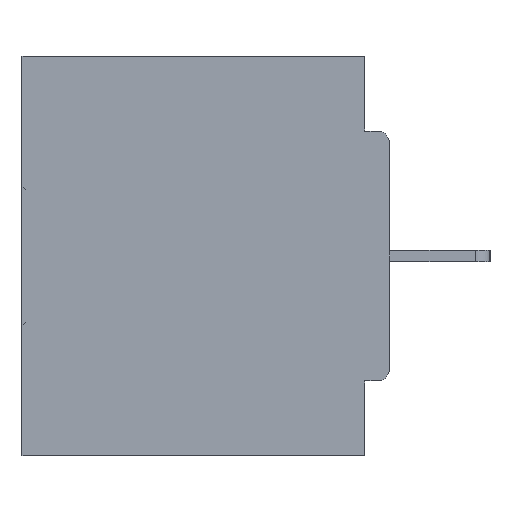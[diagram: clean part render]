
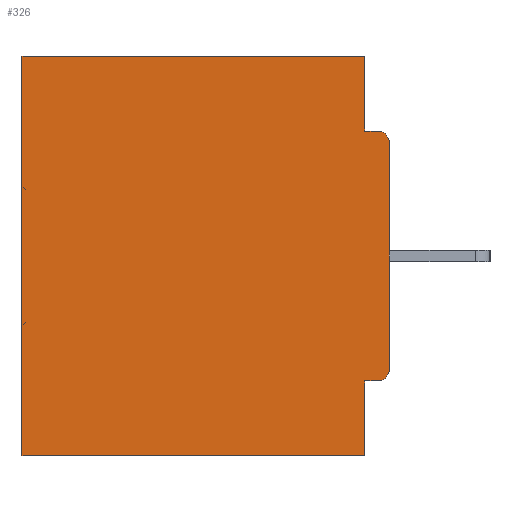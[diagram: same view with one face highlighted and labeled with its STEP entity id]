
A CAD part, left-side view. The second image highlights one B-rep face of the part: STEP entity #326.
In plain terms, the highlighted planar face has unit normal (-1, 0, 0).
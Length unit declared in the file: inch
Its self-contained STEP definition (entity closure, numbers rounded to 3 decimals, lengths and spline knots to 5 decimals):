
#158 = VECTOR ( 'NONE', #2496, 39.37008 ) ;
#326 = ADVANCED_FACE ( 'NONE', ( #35047 ), #28426, .F. ) ;
#366 = VECTOR ( 'NONE', #26115, 39.37008 ) ;
#509 = EDGE_CURVE ( 'NONE', #36802, #15660, #35825, .T. ) ;
#657 = CIRCLE ( 'NONE', #17935, 0.015 ) ;
#765 = ORIENTED_EDGE ( 'NONE', *, *, #31811, .T. ) ;
#772 = CARTESIAN_POINT ( 'NONE',  ( 0.298, 0., -0.3915 ) ) ;
#1789 = DIRECTION ( 'NONE',  ( -1., 0., 0. ) ) ;
#2452 = LINE ( 'NONE', #4875, #366 ) ;
#2496 = DIRECTION ( 'NONE',  ( 0., 1., 0. ) ) ;
#3404 = CARTESIAN_POINT ( 'NONE',  ( 0.298, 0.015, -0.1085 ) ) ;
#3610 = DIRECTION ( 'NONE',  ( 0., 0., -1. ) ) ;
#4161 = ORIENTED_EDGE ( 'NONE', *, *, #29712, .T. ) ;
#4875 = CARTESIAN_POINT ( 'NONE',  ( 0.298, 0.031, -0.5 ) ) ;
#4970 = DIRECTION ( 'NONE',  ( 0., 1., 0. ) ) ;
#5340 = VERTEX_POINT ( 'NONE', #10848 ) ;
#5464 = DIRECTION ( 'NONE',  ( 0., -1., 0. ) ) ;
#5560 = CARTESIAN_POINT ( 'NONE',  ( 0.298, 0., -0.5 ) ) ;
#5947 = CARTESIAN_POINT ( 'NONE',  ( 0.298, 0.46, 0. ) ) ;
#6637 = LINE ( 'NONE', #35966, #38920 ) ;
#6785 = VECTOR ( 'NONE', #5464, 39.37008 ) ;
#7175 = VECTOR ( 'NONE', #29826, 39.37008 ) ;
#7505 = DIRECTION ( 'NONE',  ( 0., 0., -1. ) ) ;
#7660 = EDGE_CURVE ( 'NONE', #11134, #19542, #13425, .T. ) ;
#7882 = LINE ( 'NONE', #34943, #21287 ) ;
#8015 = LINE ( 'NONE', #27036, #7175 ) ;
#8128 = CARTESIAN_POINT ( 'NONE',  ( 0.298, 0., -0.4065 ) ) ;
#10848 = CARTESIAN_POINT ( 'NONE',  ( 0.298, 0.46, 0. ) ) ;
#11134 = VERTEX_POINT ( 'NONE', #29542 ) ;
#11477 = CARTESIAN_POINT ( 'NONE',  ( 0.298, 0., -0.0935 ) ) ;
#11524 = VERTEX_POINT ( 'NONE', #13689 ) ;
#12107 = LINE ( 'NONE', #8128, #158 ) ;
#12797 = ORIENTED_EDGE ( 'NONE', *, *, #12868, .F. ) ;
#12801 = EDGE_CURVE ( 'NONE', #31358, #23310, #32133, .T. ) ;
#12868 = EDGE_CURVE ( 'NONE', #11524, #31358, #2452, .T. ) ;
#13425 = CIRCLE ( 'NONE', #23636, 0.015 ) ;
#13689 = CARTESIAN_POINT ( 'NONE',  ( 0.298, 0.031, 0. ) ) ;
#15660 = VERTEX_POINT ( 'NONE', #23303 ) ;
#15732 = ORIENTED_EDGE ( 'NONE', *, *, #12801, .F. ) ;
#16214 = CARTESIAN_POINT ( 'NONE',  ( 0.298, 0.015, -0.0935 ) ) ;
#16664 = VERTEX_POINT ( 'NONE', #39069 ) ;
#17923 = ORIENTED_EDGE ( 'NONE', *, *, #38900, .F. ) ;
#17935 = AXIS2_PLACEMENT_3D ( 'NONE', #3404, #18836, #3610 ) ;
#18836 = DIRECTION ( 'NONE',  ( -1., 0., 0. ) ) ;
#18856 = DIRECTION ( 'NONE',  ( 0., 0., -1. ) ) ;
#19542 = VERTEX_POINT ( 'NONE', #772 ) ;
#21287 = VECTOR ( 'NONE', #7505, 39.37008 ) ;
#22030 = CARTESIAN_POINT ( 'NONE',  ( 0.298, 0.031, -0.4065 ) ) ;
#22599 = CARTESIAN_POINT ( 'NONE',  ( 0.298, 0., 0. ) ) ;
#22986 = DIRECTION ( 'NONE',  ( 1., 0., 0. ) ) ;
#23110 = ORIENTED_EDGE ( 'NONE', *, *, #34212, .F. ) ;
#23303 = CARTESIAN_POINT ( 'NONE',  ( 0.298, 0.46, -0.5 ) ) ;
#23310 = VERTEX_POINT ( 'NONE', #16214 ) ;
#23636 = AXIS2_PLACEMENT_3D ( 'NONE', #29233, #1789, #25300 ) ;
#24282 = CARTESIAN_POINT ( 'NONE',  ( 0.298, 0.031, -0.0935 ) ) ;
#25300 = DIRECTION ( 'NONE',  ( 0., 0., -1. ) ) ;
#25474 = ORIENTED_EDGE ( 'NONE', *, *, #33225, .T. ) ;
#26115 = DIRECTION ( 'NONE',  ( 0., 0., -1. ) ) ;
#27036 = CARTESIAN_POINT ( 'NONE',  ( 0.298, 0., 0. ) ) ;
#27530 = VERTEX_POINT ( 'NONE', #22030 ) ;
#27983 = LINE ( 'NONE', #5947, #33156 ) ;
#28303 = AXIS2_PLACEMENT_3D ( 'NONE', #22599, #22986, #32221 ) ;
#28426 = PLANE ( 'NONE',  #28303 ) ;
#29233 = CARTESIAN_POINT ( 'NONE',  ( 0.298, 0.015, -0.3915 ) ) ;
#29542 = CARTESIAN_POINT ( 'NONE',  ( 0.298, 0.015, -0.4065 ) ) ;
#29712 = EDGE_CURVE ( 'NONE', #5340, #15660, #27983, .T. ) ;
#29826 = DIRECTION ( 'NONE',  ( 0., 1., 0. ) ) ;
#31358 = VERTEX_POINT ( 'NONE', #24282 ) ;
#31628 = CARTESIAN_POINT ( 'NONE',  ( 0.298, 0.031, -0.5 ) ) ;
#31811 = EDGE_CURVE ( 'NONE', #16664, #23310, #657, .T. ) ;
#32133 = LINE ( 'NONE', #11477, #6785 ) ;
#32221 = DIRECTION ( 'NONE',  ( 0., 0., -1. ) ) ;
#32308 = EDGE_LOOP ( 'NONE', ( #765, #15732, #12797, #25474, #4161, #38666, #23110, #17923, #37453, #33779 ) ) ;
#33156 = VECTOR ( 'NONE', #36797, 39.37008 ) ;
#33225 = EDGE_CURVE ( 'NONE', #11524, #5340, #8015, .T. ) ;
#33779 = ORIENTED_EDGE ( 'NONE', *, *, #39121, .F. ) ;
#34212 = EDGE_CURVE ( 'NONE', #27530, #36802, #6637, .T. ) ;
#34721 = VECTOR ( 'NONE', #4970, 39.37008 ) ;
#34943 = CARTESIAN_POINT ( 'NONE',  ( 0.298, 0., 0. ) ) ;
#35047 = FACE_OUTER_BOUND ( 'NONE', #32308, .T. ) ;
#35825 = LINE ( 'NONE', #5560, #34721 ) ;
#35966 = CARTESIAN_POINT ( 'NONE',  ( 0.298, 0.031, -0.5 ) ) ;
#36797 = DIRECTION ( 'NONE',  ( 0., 0., -1. ) ) ;
#36802 = VERTEX_POINT ( 'NONE', #31628 ) ;
#37453 = ORIENTED_EDGE ( 'NONE', *, *, #7660, .T. ) ;
#38666 = ORIENTED_EDGE ( 'NONE', *, *, #509, .F. ) ;
#38900 = EDGE_CURVE ( 'NONE', #11134, #27530, #12107, .T. ) ;
#38920 = VECTOR ( 'NONE', #18856, 39.37008 ) ;
#39069 = CARTESIAN_POINT ( 'NONE',  ( 0.298, 0., -0.1085 ) ) ;
#39121 = EDGE_CURVE ( 'NONE', #16664, #19542, #7882, .T. ) ;
